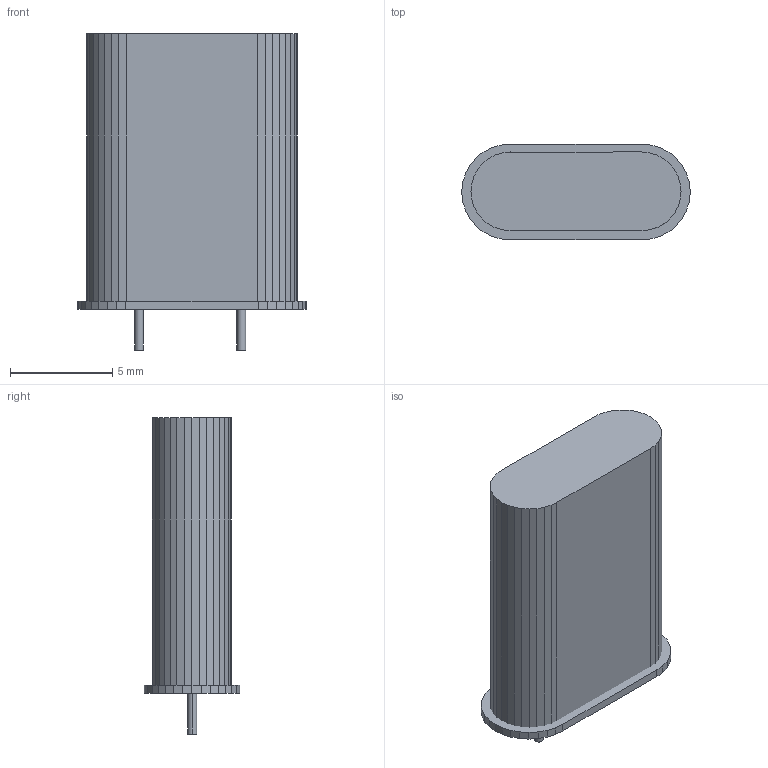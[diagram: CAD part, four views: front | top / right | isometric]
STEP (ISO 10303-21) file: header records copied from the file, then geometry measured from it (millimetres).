
FILE_DESCRIPTION (( 'STEP AP214' ), '1' );
FILE_NAME ('User Library-HC49U.STEP', '2014-03-04T15:04:57', ( 'Windows User' ), ( '' ), 'SwSTEP 2.0', 'SolidWorks 2014', '' );
FILE_SCHEMA (( 'AUTOMOTIVE_DESIGN' ));
Length unit declared in the file: millimetre
Products named in the file (10): User Library-HC49U_Open CASCADE STEP translator 6.2 309.2; User Library-HC49U_HC49U1; User Library-HC49U_Open_CASCADE_STEP_translator_6.2_302.2; User Library-HC49U_340978513; User Library-HC49U_Extruded2; User Library-HC49U_340983121; User Library-HC49U_Extruded3; User Library-HC49U_340739185; User Library-HC49U_Cylinder1; User Library-HC49U
Assembly tree (10 placements, depth 6):
  User Library-HC49U
    User Library-HC49U_Open CASCADE STEP translator 6.2 309.2
      User Library-HC49U_HC49U1
        User Library-HC49U_Open_CASCADE_STEP_translator_6.2_302.2
          User Library-HC49U_340739185  x2
            User Library-HC49U_Cylinder1
          User Library-HC49U_340983121
            User Library-HC49U_Extruded3
          User Library-HC49U_340978513
            User Library-HC49U_Extruded2
Bounding box: 11.17 x 4.67 x 15.46 mm (x, y, z)
Volume: 506.3 mm3; surface area: 519.8 mm2
Topology: 4 solids, 4 shells, 84 faces, 228 edges, 152 vertices
Faces by surface type: plane 80, cylinder 4
Entity records: 2830 total; most frequent: CARTESIAN_POINT 475, ORIENTED_EDGE 444, DIRECTION 422, EDGE_CURVE 222, VECTOR 216, LINE 216, VERTEX_POINT 148, AXIS2_PLACEMENT_3D 103
